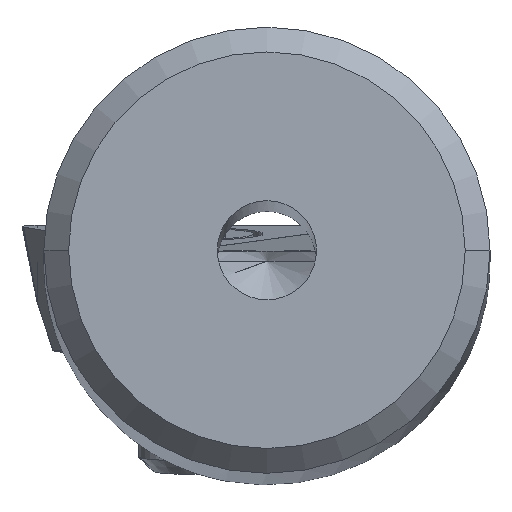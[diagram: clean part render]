
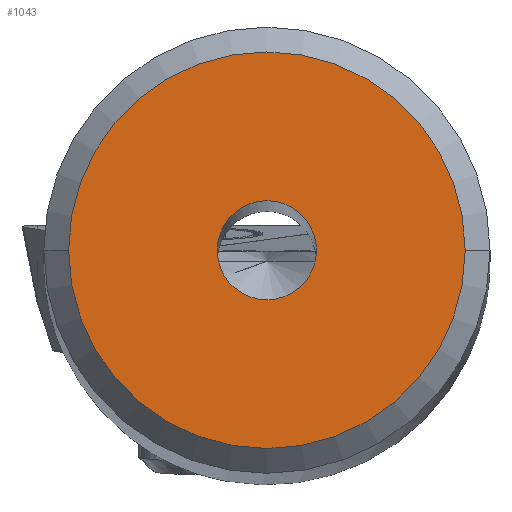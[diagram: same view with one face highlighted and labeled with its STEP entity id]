
A CAD part, top view. The second image highlights one B-rep face of the part: STEP entity #1043.
In plain terms, the highlighted planar face has unit normal (0, 0, 1).
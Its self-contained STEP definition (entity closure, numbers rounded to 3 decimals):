
#575=EDGE_CURVE('NONE',#1283,#1323,#1619,.T.);
#651=EDGE_CURVE('NONE',#1123,#825,#1698,.F.);
#825=VERTEX_POINT('NONE',#1896);
#971=EDGE_CURVE('NONE',#825,#1123,#2059,.T.);
#1043=ADVANCED_FACE('NONE',(#2137,#2138),#2139,.T.);
#1123=VERTEX_POINT('NONE',#2225);
#1255=EDGE_CURVE('NONE',#1323,#1283,#2373,.T.);
#1283=VERTEX_POINT('NONE',#2405);
#1323=VERTEX_POINT('NONE',#2452);
#1619=CIRCLE('',#2776,1.0);
#1698=CIRCLE('',#2950,4.);
#1896=CARTESIAN_POINT('',(-4.,0.0,118.001));
#2059=CIRCLE('',#4667,4.);
#2137=FACE_OUTER_BOUND('',#4772,.T.);
#2138=FACE_BOUND('',#4773,.T.);
#2139=PLANE('',#4774);
#2225=CARTESIAN_POINT('',(4.,0.,118.001));
#2373=CIRCLE('',#5098,1.0);
#2405=CARTESIAN_POINT('',(-1.,0.,118.001));
#2452=CARTESIAN_POINT('',(1.,0.0,118.001));
#2776=AXIS2_PLACEMENT_3D('',#6294,#6295,#6296);
#2950=AXIS2_PLACEMENT_3D('',#6358,#6359,#6360);
#4667=AXIS2_PLACEMENT_3D('',#6835,#6836,#6837);
#4772=EDGE_LOOP('',(#6919,#6920));
#4773=EDGE_LOOP('',(#6921,#6922));
#4774=AXIS2_PLACEMENT_3D('',#6923,#6924,#6925);
#5098=AXIS2_PLACEMENT_3D('',#7220,#7221,#7222);
#6294=CARTESIAN_POINT('',(0.0,0.0,118.001));
#6295=DIRECTION('',(0.0,0.0,-1.0));
#6296=DIRECTION('',(1.0,0.0,0.0));
#6358=CARTESIAN_POINT('',(0.0,0.0,118.001));
#6359=DIRECTION('',(0.0,0.0,-1.0));
#6360=DIRECTION('',(-1.0,0.0,0.0));
#6835=CARTESIAN_POINT('',(0.0,0.0,118.001));
#6836=DIRECTION('',(0.0,0.0,1.0));
#6837=DIRECTION('',(-1.0,0.0,0.0));
#6919=ORIENTED_EDGE('',*,*,#971,.T.);
#6920=ORIENTED_EDGE('',*,*,#651,.T.);
#6921=ORIENTED_EDGE('',*,*,#1255,.T.);
#6922=ORIENTED_EDGE('',*,*,#575,.T.);
#6923=CARTESIAN_POINT('',(-1.,0.0,118.001));
#6924=DIRECTION('',(0.0,0.0,1.0));
#6925=DIRECTION('',(1.0,0.0,0.0));
#7220=CARTESIAN_POINT('',(0.0,0.0,118.001));
#7221=DIRECTION('',(0.0,0.0,-1.0));
#7222=DIRECTION('',(1.0,0.0,0.0));
